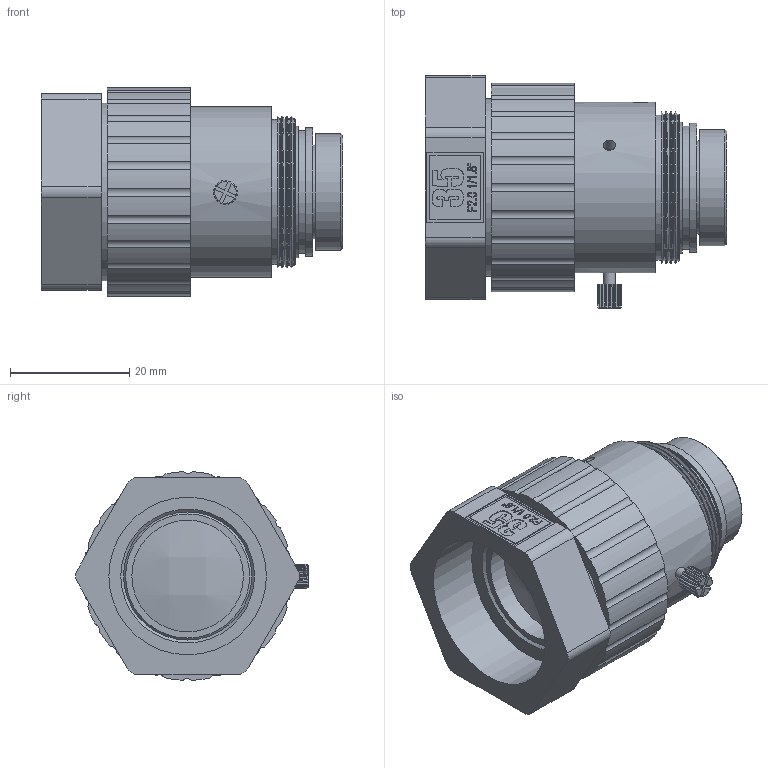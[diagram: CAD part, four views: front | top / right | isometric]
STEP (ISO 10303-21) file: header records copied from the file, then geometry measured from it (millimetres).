
FILE_DESCRIPTION (( 'STEP AP203' ), '1' );
FILE_NAME ('600100.STEP', '2024-11-18T06:22:09', ( 'Windows User' ), ( 'P R C' ), 'SwSTEP 2.0', 'SolidWorks 2020', '' );
FILE_SCHEMA (( 'CONFIG_CONTROL_DESIGN' ));
Length unit declared in the file: millimetre
Products named in the file (1): 600100
Bounding box: 50.48 x 38.95 x 34.95 mm (x, y, z)
Volume: 28690 mm3; surface area: 15030.2 mm2
Topology: 4 solids, 4 shells, 395 faces, 985 edges, 644 vertices
Faces by surface type: plane 194, cylinder 111, bspline 60, cone 30
Full cylindrical faces by diameter (mm): 1 x1, 1.7 x2, 2 x4, 2.5 x1, 3 x1, 11 x1, 15.698 x1, 17.598 x1, 18.7 x1, 19.498 x1, 20.398 x1, 20.603 x1, 21.603 x1, 21.998 x2, 22 x1, 24.3 x1, 24.541 x4, 25.4 x4, 26.4 x1, 27.6 x1, 28 x2, 28.6 x1, 29.8 x1, 30 x1, 31 x1, 31.2 x1, 31.4 x1
Entity records: 14928 total; most frequent: CARTESIAN_POINT 5976, ORIENTED_EDGE 1834, DIRECTION 1675, EDGE_CURVE 917, VERTEX_POINT 630, AXIS2_PLACEMENT_3D 578, VECTOR 519, LINE 519
